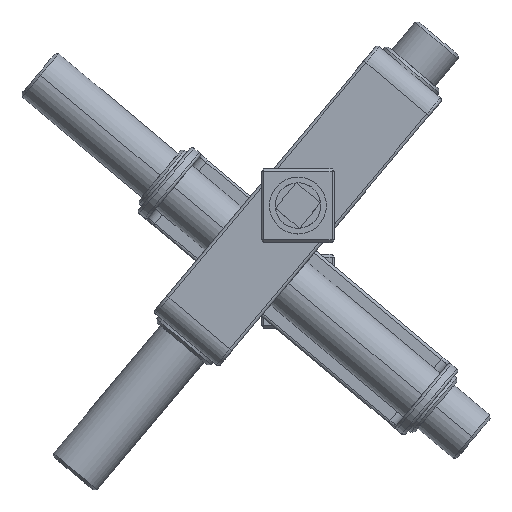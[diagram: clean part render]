
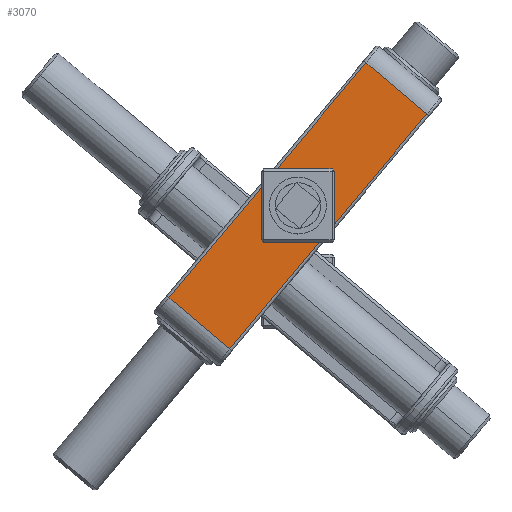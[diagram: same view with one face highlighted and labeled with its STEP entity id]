
A CAD part, top view. The second image highlights one B-rep face of the part: STEP entity #3070.
In plain terms, the highlighted face is planar.
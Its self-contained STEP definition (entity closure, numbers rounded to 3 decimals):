
#32 = EDGE_CURVE ( 'NONE', #1139, #535, #337, .T. ) ;
#124 = LINE ( 'NONE', #945, #2693 ) ;
#200 = ORIENTED_EDGE ( 'NONE', *, *, #32, .T. ) ;
#213 = DIRECTION ( 'NONE',  ( 1., 0., 0. ) ) ;
#237 = DIRECTION ( 'NONE',  ( 0., 0., 1. ) ) ;
#276 = CARTESIAN_POINT ( 'NONE',  ( 28.5, -2.2, 0. ) ) ;
#296 = DIRECTION ( 'NONE',  ( 0., 0., 1. ) ) ;
#337 = LINE ( 'NONE', #2898, #2456 ) ;
#363 = AXIS2_PLACEMENT_3D ( 'NONE', #445, #2260, #3732 ) ;
#382 = CARTESIAN_POINT ( 'NONE',  ( 1.5, -2.2, 7. ) ) ;
#423 = ORIENTED_EDGE ( 'NONE', *, *, #1222, .F. ) ;
#445 = CARTESIAN_POINT ( 'NONE',  ( 28.5, -2.2, 0. ) ) ;
#535 = VERTEX_POINT ( 'NONE', #382 ) ;
#554 = VECTOR ( 'NONE', #3254, 1000. ) ;
#633 = FACE_OUTER_BOUND ( 'NONE', #2014, .T. ) ;
#689 = CARTESIAN_POINT ( 'NONE',  ( 55.5, -2.2, -7. ) ) ;
#818 = EDGE_CURVE ( 'NONE', #1139, #2743, #124, .T. ) ;
#841 = ORIENTED_EDGE ( 'NONE', *, *, #2906, .F. ) ;
#945 = CARTESIAN_POINT ( 'NONE',  ( 55.5, -2.2, 7.5 ) ) ;
#1139 = VERTEX_POINT ( 'NONE', #2338 ) ;
#1222 = EDGE_CURVE ( 'NONE', #1572, #1671, #3123, .T. ) ;
#1448 = EDGE_CURVE ( 'NONE', #2703, #2743, #1619, .T. ) ;
#1479 = DIRECTION ( 'NONE',  ( -1., 0., 0. ) ) ;
#1507 = DIRECTION ( 'NONE',  ( 0., 1., 0. ) ) ;
#1572 = VERTEX_POINT ( 'NONE', #2040 ) ;
#1619 = LINE ( 'NONE', #2795, #3253 ) ;
#1671 = VERTEX_POINT ( 'NONE', #2090 ) ;
#1798 = LINE ( 'NONE', #2121, #554 ) ;
#1802 = AXIS2_PLACEMENT_3D ( 'NONE', #276, #2897, #237 ) ;
#1835 = DIRECTION ( 'NONE',  ( 0., 0., -1. ) ) ;
#2014 = EDGE_LOOP ( 'NONE', ( #2565, #2536, #3212, #200 ) ) ;
#2040 = CARTESIAN_POINT ( 'NONE',  ( 28.5, -2.2, 5. ) ) ;
#2063 = FACE_BOUND ( 'NONE', #3172, .T. ) ;
#2090 = CARTESIAN_POINT ( 'NONE',  ( 28.5, -2.2, -5. ) ) ;
#2121 = CARTESIAN_POINT ( 'NONE',  ( 1.5, -2.2, 7.5 ) ) ;
#2260 = DIRECTION ( 'NONE',  ( 0., -1., 0. ) ) ;
#2338 = CARTESIAN_POINT ( 'NONE',  ( 55.5, -2.2, 7. ) ) ;
#2414 = AXIS2_PLACEMENT_3D ( 'NONE', #2910, #1507, #296 ) ;
#2456 = VECTOR ( 'NONE', #1479, 1000. ) ;
#2536 = ORIENTED_EDGE ( 'NONE', *, *, #1448, .T. ) ;
#2565 = ORIENTED_EDGE ( 'NONE', *, *, #3508, .T. ) ;
#2630 = PLANE ( 'NONE',  #2414 ) ;
#2693 = VECTOR ( 'NONE', #1835, 1000. ) ;
#2703 = VERTEX_POINT ( 'NONE', #3602 ) ;
#2743 = VERTEX_POINT ( 'NONE', #689 ) ;
#2795 = CARTESIAN_POINT ( 'NONE',  ( 1.5, -2.2, -7. ) ) ;
#2897 = DIRECTION ( 'NONE',  ( 0., -1., 0. ) ) ;
#2898 = CARTESIAN_POINT ( 'NONE',  ( 1.5, -2.2, 7. ) ) ;
#2906 = EDGE_CURVE ( 'NONE', #1671, #1572, #3639, .T. ) ;
#2910 = CARTESIAN_POINT ( 'NONE',  ( 1.5, -2.2, 7.5 ) ) ;
#3070 = ADVANCED_FACE ( 'NONE', ( #2063, #633 ), #2630, .F. ) ;
#3123 = CIRCLE ( 'NONE', #1802, 5. ) ;
#3172 = EDGE_LOOP ( 'NONE', ( #423, #841 ) ) ;
#3212 = ORIENTED_EDGE ( 'NONE', *, *, #818, .F. ) ;
#3253 = VECTOR ( 'NONE', #213, 1000. ) ;
#3254 = DIRECTION ( 'NONE',  ( 0., 0., -1. ) ) ;
#3508 = EDGE_CURVE ( 'NONE', #535, #2703, #1798, .T. ) ;
#3602 = CARTESIAN_POINT ( 'NONE',  ( 1.5, -2.2, -7. ) ) ;
#3639 = CIRCLE ( 'NONE', #363, 5. ) ;
#3732 = DIRECTION ( 'NONE',  ( 0., 0., 1. ) ) ;
